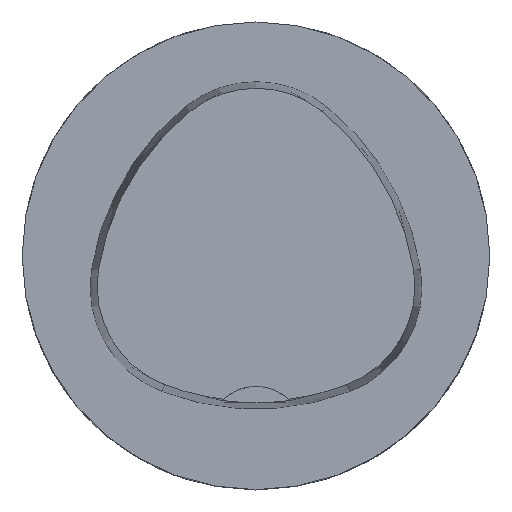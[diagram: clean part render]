
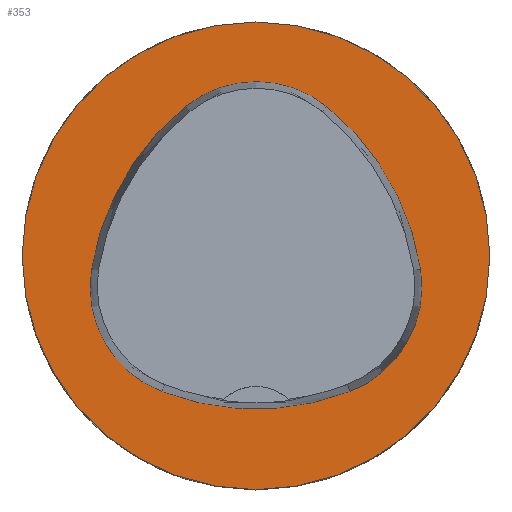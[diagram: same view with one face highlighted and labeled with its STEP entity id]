
A CAD part, top view. The second image highlights one B-rep face of the part: STEP entity #353.
In plain terms, the highlighted planar face has unit normal (0, 0, 1).
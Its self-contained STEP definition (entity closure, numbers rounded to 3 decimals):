
#199=CIRCLE('',#1233,25.);
#204=CIRCLE('',#1241,12.);
#205=CIRCLE('',#1242,28.);
#206=CIRCLE('',#1243,12.);
#207=CIRCLE('',#1244,28.);
#208=CIRCLE('',#1245,12.);
#209=CIRCLE('',#1246,28.);
#246=FACE_BOUND('',#470,.T.);
#247=FACE_BOUND('',#471,.T.);
#353=ADVANCED_FACE('',(#246,#247),#405,.T.);
#405=PLANE('',#1247);
#470=EDGE_LOOP('',(#690,#691,#692,#693,#694,#695));
#471=EDGE_LOOP('',(#696));
#690=ORIENTED_EDGE('',*,*,#915,.T.);
#691=ORIENTED_EDGE('',*,*,#916,.T.);
#692=ORIENTED_EDGE('',*,*,#917,.T.);
#693=ORIENTED_EDGE('',*,*,#918,.T.);
#694=ORIENTED_EDGE('',*,*,#919,.T.);
#695=ORIENTED_EDGE('',*,*,#920,.T.);
#696=ORIENTED_EDGE('',*,*,#908,.F.);
#812=VERTEX_POINT('',#2034);
#818=VERTEX_POINT('',#2056);
#819=VERTEX_POINT('',#2057);
#820=VERTEX_POINT('',#2059);
#821=VERTEX_POINT('',#2061);
#822=VERTEX_POINT('',#2063);
#823=VERTEX_POINT('',#2065);
#908=EDGE_CURVE('',#812,#812,#199,.T.);
#915=EDGE_CURVE('',#818,#819,#204,.T.);
#916=EDGE_CURVE('',#819,#820,#205,.T.);
#917=EDGE_CURVE('',#820,#821,#206,.T.);
#918=EDGE_CURVE('',#821,#822,#207,.T.);
#919=EDGE_CURVE('',#822,#823,#208,.T.);
#920=EDGE_CURVE('',#823,#818,#209,.T.);
#1233=AXIS2_PLACEMENT_3D('',#2033,#1444,#1445);
#1241=AXIS2_PLACEMENT_3D('',#2055,#1460,#1461);
#1242=AXIS2_PLACEMENT_3D('',#2058,#1462,#1463);
#1243=AXIS2_PLACEMENT_3D('',#2060,#1464,#1465);
#1244=AXIS2_PLACEMENT_3D('',#2062,#1466,#1467);
#1245=AXIS2_PLACEMENT_3D('',#2064,#1468,#1469);
#1246=AXIS2_PLACEMENT_3D('',#2066,#1470,#1471);
#1247=AXIS2_PLACEMENT_3D('',#2067,#1472,#1473);
#1444=DIRECTION('',(0.,0.,-1.));
#1445=DIRECTION('',(-1.,0.,0.));
#1460=DIRECTION('',(0.,0.,-1.));
#1461=DIRECTION('',(-1.,0.,0.));
#1462=DIRECTION('',(0.,0.,-1.));
#1463=DIRECTION('',(-1.,0.,0.));
#1464=DIRECTION('',(0.,0.,-1.));
#1465=DIRECTION('',(-1.,0.,0.));
#1466=DIRECTION('',(0.,0.,-1.));
#1467=DIRECTION('',(-1.,0.,0.));
#1468=DIRECTION('',(0.,0.,-1.));
#1469=DIRECTION('',(-1.,0.,0.));
#1470=DIRECTION('',(0.,0.,-1.));
#1471=DIRECTION('',(-1.,0.,0.));
#1472=DIRECTION('',(0.,0.,1.));
#1473=DIRECTION('',(1.,0.,0.));
#2033=CARTESIAN_POINT('',(0.,0.,0.));
#2034=CARTESIAN_POINT('',(-25.,0.,0.));
#2055=CARTESIAN_POINT('',(-5.733,-3.31,0.));
#2056=CARTESIAN_POINT('',(-10.025,-14.516,0.));
#2057=CARTESIAN_POINT('',(-17.584,-1.424,0.));
#2058=CARTESIAN_POINT('',(10.068,-5.824,0.));
#2059=CARTESIAN_POINT('',(-7.531,15.953,0.));
#2060=CARTESIAN_POINT('',(0.011,6.62,0.));
#2061=CARTESIAN_POINT('',(7.567,15.942,0.));
#2062=CARTESIAN_POINT('',(-10.063,-5.81,0.));
#2063=CARTESIAN_POINT('',(17.59,-1.418,0.));
#2064=CARTESIAN_POINT('',(5.739,-3.3,0.));
#2065=CARTESIAN_POINT('',(10.05,-14.499,0.));
#2066=CARTESIAN_POINT('',(-0.01,11.631,0.));
#2067=CARTESIAN_POINT('',(0.,0.,0.));
